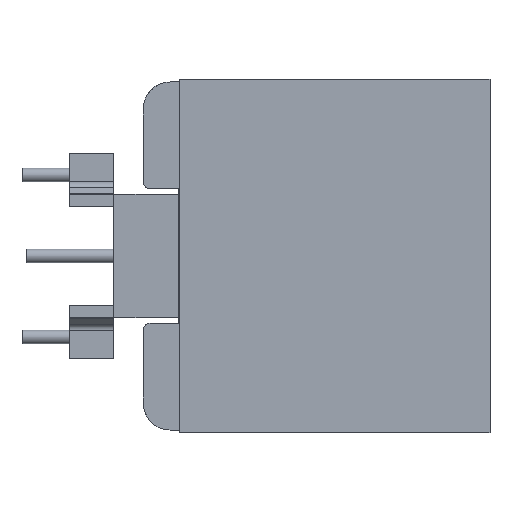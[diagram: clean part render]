
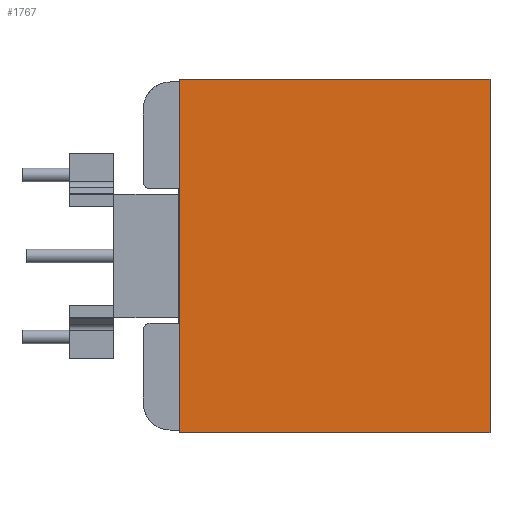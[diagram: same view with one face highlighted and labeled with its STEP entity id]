
A CAD part, left-side view. The second image highlights one B-rep face of the part: STEP entity #1767.
In plain terms, the highlighted free-form (B-spline) face has degree [1, 1] with [2, 2] control points.
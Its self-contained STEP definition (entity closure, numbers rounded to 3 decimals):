
#1767 = ADVANCED_FACE('',(#1768),#1798,.T.);
#1768 = FACE_BOUND('',#1769,.T.);
#1769 = EDGE_LOOP('',(#1770,#1779,#1786,#1793));
#1770 = ORIENTED_EDGE('',*,*,#1771,.F.);
#1771 = EDGE_CURVE('',#1772,#1774,#1776,.T.);
#1772 = VERTEX_POINT('',#1773);
#1773 = CARTESIAN_POINT('',(-7.038,-18.55,
    10.525));
#1774 = VERTEX_POINT('',#1775);
#1775 = CARTESIAN_POINT('',(-7.038,-18.55,
    -10.525));
#1776 = B_SPLINE_CURVE_WITH_KNOTS('',1,(#1777,#1778),.UNSPECIFIED.,.F.,
  .F.,(2,2),(-0.2,26.),.PIECEWISE_BEZIER_KNOTS.);
#1777 = CARTESIAN_POINT('',(-7.038,-18.55,
    10.525));
#1778 = CARTESIAN_POINT('',(-7.038,-18.55,
    -10.525));
#1779 = ORIENTED_EDGE('',*,*,#1780,.F.);
#1780 = EDGE_CURVE('',#1781,#1772,#1783,.T.);
#1781 = VERTEX_POINT('',#1782);
#1782 = CARTESIAN_POINT('',(-7.038,-0.07,
    10.525));
#1783 = B_SPLINE_CURVE_WITH_KNOTS('',1,(#1784,#1785),.UNSPECIFIED.,.F.,
  .F.,(2,2),(0.,23.),.PIECEWISE_BEZIER_KNOTS.);
#1784 = CARTESIAN_POINT('',(-7.038,-0.07,
    10.525));
#1785 = CARTESIAN_POINT('',(-7.038,-18.55,
    10.525));
#1786 = ORIENTED_EDGE('',*,*,#1787,.T.);
#1787 = EDGE_CURVE('',#1781,#1788,#1790,.T.);
#1788 = VERTEX_POINT('',#1789);
#1789 = CARTESIAN_POINT('',(-7.038,-0.07,
    -10.525));
#1790 = B_SPLINE_CURVE_WITH_KNOTS('',1,(#1791,#1792),.UNSPECIFIED.,.F.,
  .F.,(2,2),(-0.2,26.),.PIECEWISE_BEZIER_KNOTS.);
#1791 = CARTESIAN_POINT('',(-7.038,-0.07,
    10.525));
#1792 = CARTESIAN_POINT('',(-7.038,-0.07,
    -10.525));
#1793 = ORIENTED_EDGE('',*,*,#1794,.T.);
#1794 = EDGE_CURVE('',#1788,#1774,#1795,.T.);
#1795 = B_SPLINE_CURVE_WITH_KNOTS('',1,(#1796,#1797),.UNSPECIFIED.,.F.,
  .F.,(2,2),(0.,23.),.PIECEWISE_BEZIER_KNOTS.);
#1796 = CARTESIAN_POINT('',(-7.038,-0.07,
    -10.525));
#1797 = CARTESIAN_POINT('',(-7.038,-18.55,
    -10.525));
#1798 = B_SPLINE_SURFACE_WITH_KNOTS('',1,1,(
    (#1799,#1800)
    ,(#1801,#1802
    )),.UNSPECIFIED.,.F.,.F.,.F.,(2,2),(2,2),(-26.,0.2),(-23.,0.),
  .PIECEWISE_BEZIER_KNOTS.);
#1799 = CARTESIAN_POINT('',(-7.038,-18.55,
    -10.525));
#1800 = CARTESIAN_POINT('',(-7.038,-0.07,
    -10.525));
#1801 = CARTESIAN_POINT('',(-7.038,-18.55,
    10.525));
#1802 = CARTESIAN_POINT('',(-7.038,-0.07,
    10.525));
